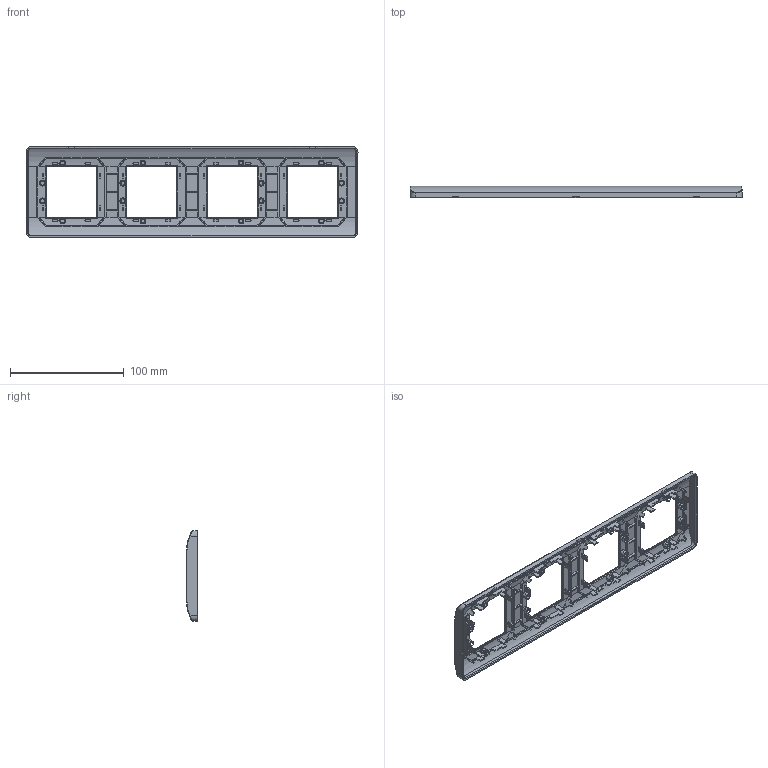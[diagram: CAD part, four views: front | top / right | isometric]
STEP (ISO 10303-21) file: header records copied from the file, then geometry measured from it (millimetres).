
FILE_DESCRIPTION((''),'2;1');
FILE_NAME('ASM0032_ASM','2023-12-28T',('wznwsJS'),(''),'PRO/ENGINEER BY PARAMETRIC TECHNOLOGY CORPORATION, 2008380','PRO/ENGINEER BY PARAMETRIC TECHNOLOGY CORPORATION, 2008380','');
FILE_SCHEMA(('CONFIG_CONTROL_DESIGN'));
Length unit declared in the file: millimetre
Products named in the file (4): PRT0098; ASM0039_ASM; ASM0033_ASM; ASM0032_ASM
Assembly tree (3 placements, depth 4):
  ASM0032_ASM
    ASM0033_ASM
      ASM0039_ASM
        PRT0098
Bounding box: 292.1 x 9.8 x 80 mm (x, y, z)
Volume: 38430.7 mm3; surface area: 50788.6 mm2
Topology: 1 solids, 1 shells, 1271 faces, 3723 edges, 2508 vertices
Faces by surface type: plane 741, cylinder 454, cone 52, torus 20, bspline 4
Entity records: 44535 total; most frequent: CARTESIAN_POINT 10565, ORIENTED_EDGE 7446, DIRECTION 6769, EDGE_CURVE 3723, VERTEX_POINT 2508, AXIS2_PLACEMENT_3D 2268, VECTOR 2233, LINE 2233
